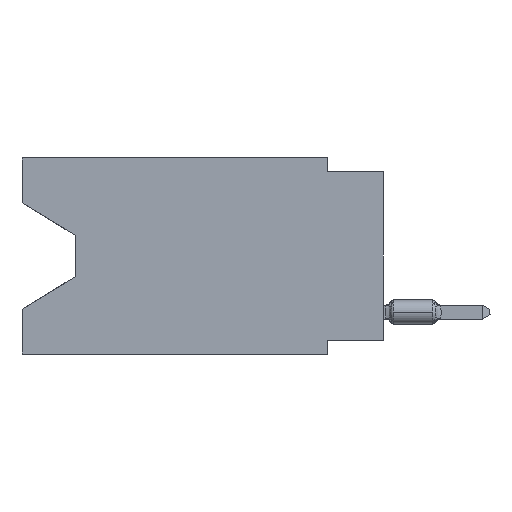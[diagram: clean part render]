
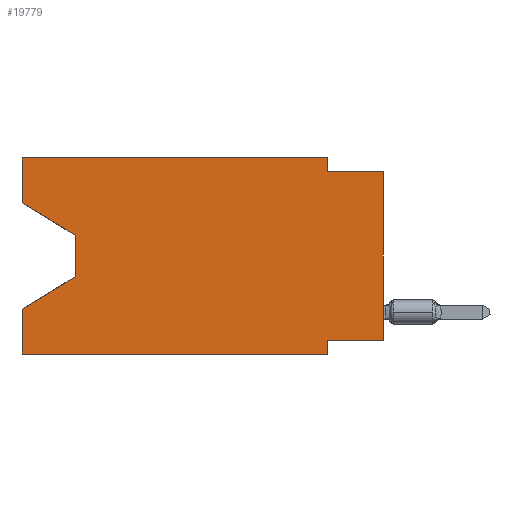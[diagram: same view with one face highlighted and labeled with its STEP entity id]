
A CAD part, left-side view. The second image highlights one B-rep face of the part: STEP entity #19779.
In plain terms, the highlighted planar face has unit normal (-1, 0, 0).
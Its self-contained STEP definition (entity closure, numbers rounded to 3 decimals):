
#1000 = ORIENTED_EDGE ( 'NONE', *, *, #64288, .F. ) ;
#1165 = CARTESIAN_POINT ( 'NONE',  ( 0., 0., -8.255 ) ) ;
#3366 = CARTESIAN_POINT ( 'NONE',  ( 0., 0., -8.255 ) ) ;
#4345 = CARTESIAN_POINT ( 'NONE',  ( 0., 16.383, 0. ) ) ;
#5345 = CARTESIAN_POINT ( 'NONE',  ( 0., 2.54, 0. ) ) ;
#5415 = LINE ( 'NONE', #54176, #67348 ) ;
#5774 = CARTESIAN_POINT ( 'NONE',  ( 0., 16.383, 0. ) ) ;
#6377 = LINE ( 'NONE', #45100, #53740 ) ;
#6504 = LINE ( 'NONE', #28364, #66194 ) ;
#7427 = VERTEX_POINT ( 'NONE', #64480 ) ;
#8054 = VECTOR ( 'NONE', #62796, 1000. ) ;
#8655 = VERTEX_POINT ( 'NONE', #5345 ) ;
#9251 = ORIENTED_EDGE ( 'NONE', *, *, #53607, .T. ) ;
#9607 = VERTEX_POINT ( 'NONE', #34781 ) ;
#10399 = EDGE_LOOP ( 'NONE', ( #9251, #24441, #47524, #26598, #38368, #32592, #32869, #28800, #28141, #34461, #1000, #64155 ) ) ;
#11837 = DIRECTION ( 'NONE',  ( 0., 0., -1. ) ) ;
#12014 = VECTOR ( 'NONE', #46664, 1000. ) ;
#15716 = DIRECTION ( 'NONE',  ( 0., 0.855, -0.519 ) ) ;
#16454 = VECTOR ( 'NONE', #20480, 1000. ) ;
#17477 = DIRECTION ( 'NONE',  ( 0., -1., 0. ) ) ;
#17755 = LINE ( 'NONE', #61472, #29845 ) ;
#18149 = EDGE_CURVE ( 'NONE', #25618, #23152, #6504, .T. ) ;
#18162 = VECTOR ( 'NONE', #58666, 1000. ) ;
#18744 = EDGE_CURVE ( 'NONE', #34993, #36324, #57951, .T. ) ;
#19294 = CARTESIAN_POINT ( 'NONE',  ( 0., 16.383, 0. ) ) ;
#19296 = VERTEX_POINT ( 'NONE', #44914 ) ;
#19779 = ADVANCED_FACE ( 'NONE', ( #43781 ), #55571, .F. ) ;
#20480 = DIRECTION ( 'NONE',  ( 0., 0., 1. ) ) ;
#21105 = LINE ( 'NONE', #64815, #66011 ) ;
#21701 = AXIS2_PLACEMENT_3D ( 'NONE', #65615, #33702, #11837 ) ;
#23152 = VERTEX_POINT ( 'NONE', #30698 ) ;
#24310 = DIRECTION ( 'NONE',  ( 0., 0., 1. ) ) ;
#24441 = ORIENTED_EDGE ( 'NONE', *, *, #18149, .T. ) ;
#25618 = VERTEX_POINT ( 'NONE', #40852 ) ;
#25846 = EDGE_CURVE ( 'NONE', #54394, #9607, #6377, .T. ) ;
#26598 = ORIENTED_EDGE ( 'NONE', *, *, #43601, .F. ) ;
#28141 = ORIENTED_EDGE ( 'NONE', *, *, #47803, .F. ) ;
#28364 = CARTESIAN_POINT ( 'NONE',  ( 0., 13.97, -3.505 ) ) ;
#28800 = ORIENTED_EDGE ( 'NONE', *, *, #18744, .T. ) ;
#29845 = VECTOR ( 'NONE', #61119, 1000. ) ;
#29912 = LINE ( 'NONE', #62874, #62428 ) ;
#30698 = CARTESIAN_POINT ( 'NONE',  ( 0., 13.97, -5.385 ) ) ;
#31230 = LINE ( 'NONE', #4345, #16454 ) ;
#32592 = ORIENTED_EDGE ( 'NONE', *, *, #53121, .F. ) ;
#32869 = ORIENTED_EDGE ( 'NONE', *, *, #51947, .F. ) ;
#33702 = DIRECTION ( 'NONE',  ( 1., 0., 0. ) ) ;
#34461 = ORIENTED_EDGE ( 'NONE', *, *, #37590, .F. ) ;
#34781 = CARTESIAN_POINT ( 'NONE',  ( 0., 2.54, -8.89 ) ) ;
#34993 = VERTEX_POINT ( 'NONE', #3366 ) ;
#36067 = EDGE_CURVE ( 'NONE', #23152, #19296, #21105, .T. ) ;
#36324 = VERTEX_POINT ( 'NONE', #69327 ) ;
#37590 = EDGE_CURVE ( 'NONE', #8655, #60554, #5415, .T. ) ;
#37672 = LINE ( 'NONE', #69579, #66412 ) ;
#38368 = ORIENTED_EDGE ( 'NONE', *, *, #25846, .T. ) ;
#40852 = CARTESIAN_POINT ( 'NONE',  ( 0., 13.97, -3.505 ) ) ;
#41261 = LINE ( 'NONE', #56684, #12014 ) ;
#42036 = CARTESIAN_POINT ( 'NONE',  ( 0., 16.383, -8.89 ) ) ;
#43601 = EDGE_CURVE ( 'NONE', #54394, #19296, #31230, .T. ) ;
#43781 = FACE_OUTER_BOUND ( 'NONE', #10399, .T. ) ;
#44914 = CARTESIAN_POINT ( 'NONE',  ( 0., 16.383, -6.852 ) ) ;
#45100 = CARTESIAN_POINT ( 'NONE',  ( 0., 16.383, -8.89 ) ) ;
#45423 = CARTESIAN_POINT ( 'NONE',  ( 0., 2.54, -0.635 ) ) ;
#45625 = LINE ( 'NONE', #1165, #8054 ) ;
#46551 = LINE ( 'NONE', #19294, #63515 ) ;
#46664 = DIRECTION ( 'NONE',  ( 0., -1., 0. ) ) ;
#47524 = ORIENTED_EDGE ( 'NONE', *, *, #36067, .T. ) ;
#47803 = EDGE_CURVE ( 'NONE', #60554, #36324, #29912, .T. ) ;
#50227 = DIRECTION ( 'NONE',  ( 0., 0., -1. ) ) ;
#51947 = EDGE_CURVE ( 'NONE', #34993, #7427, #45625, .T. ) ;
#52579 = CARTESIAN_POINT ( 'NONE',  ( 0., 0., 0. ) ) ;
#53121 = EDGE_CURVE ( 'NONE', #7427, #9607, #37672, .T. ) ;
#53607 = EDGE_CURVE ( 'NONE', #61762, #25618, #17755, .T. ) ;
#53740 = VECTOR ( 'NONE', #17477, 1000. ) ;
#54176 = CARTESIAN_POINT ( 'NONE',  ( 0., 2.54, 0. ) ) ;
#54394 = VERTEX_POINT ( 'NONE', #42036 ) ;
#54491 = VERTEX_POINT ( 'NONE', #5774 ) ;
#55561 = DIRECTION ( 'NONE',  ( 0., 0., -1. ) ) ;
#55571 = PLANE ( 'NONE',  #21701 ) ;
#56684 = CARTESIAN_POINT ( 'NONE',  ( 0., 16.383, 0. ) ) ;
#57293 = CARTESIAN_POINT ( 'NONE',  ( 0., 16.383, -2.038 ) ) ;
#57512 = DIRECTION ( 'NONE',  ( 0., -1., 0. ) ) ;
#57669 = EDGE_CURVE ( 'NONE', #61762, #54491, #46551, .T. ) ;
#57951 = LINE ( 'NONE', #52579, #18162 ) ;
#58666 = DIRECTION ( 'NONE',  ( 0., 0., 1. ) ) ;
#60554 = VERTEX_POINT ( 'NONE', #45423 ) ;
#61119 = DIRECTION ( 'NONE',  ( 0., -0.855, -0.519 ) ) ;
#61472 = CARTESIAN_POINT ( 'NONE',  ( 0., 16.383, -2.038 ) ) ;
#61762 = VERTEX_POINT ( 'NONE', #57293 ) ;
#62428 = VECTOR ( 'NONE', #57512, 1000. ) ;
#62796 = DIRECTION ( 'NONE',  ( 0., 1., 0. ) ) ;
#62874 = CARTESIAN_POINT ( 'NONE',  ( 0., 0., -0.635 ) ) ;
#63515 = VECTOR ( 'NONE', #24310, 1000. ) ;
#64155 = ORIENTED_EDGE ( 'NONE', *, *, #57669, .F. ) ;
#64189 = DIRECTION ( 'NONE',  ( 0., 0., -1. ) ) ;
#64288 = EDGE_CURVE ( 'NONE', #54491, #8655, #41261, .T. ) ;
#64480 = CARTESIAN_POINT ( 'NONE',  ( 0., 2.54, -8.255 ) ) ;
#64815 = CARTESIAN_POINT ( 'NONE',  ( 0., 13.97, -5.385 ) ) ;
#65615 = CARTESIAN_POINT ( 'NONE',  ( 0., 16.383, 0. ) ) ;
#66011 = VECTOR ( 'NONE', #15716, 1000. ) ;
#66194 = VECTOR ( 'NONE', #50227, 1000. ) ;
#66412 = VECTOR ( 'NONE', #64189, 1000. ) ;
#67348 = VECTOR ( 'NONE', #55561, 1000. ) ;
#69327 = CARTESIAN_POINT ( 'NONE',  ( 0., 0., -0.635 ) ) ;
#69579 = CARTESIAN_POINT ( 'NONE',  ( 0., 2.54, -8.89 ) ) ;
